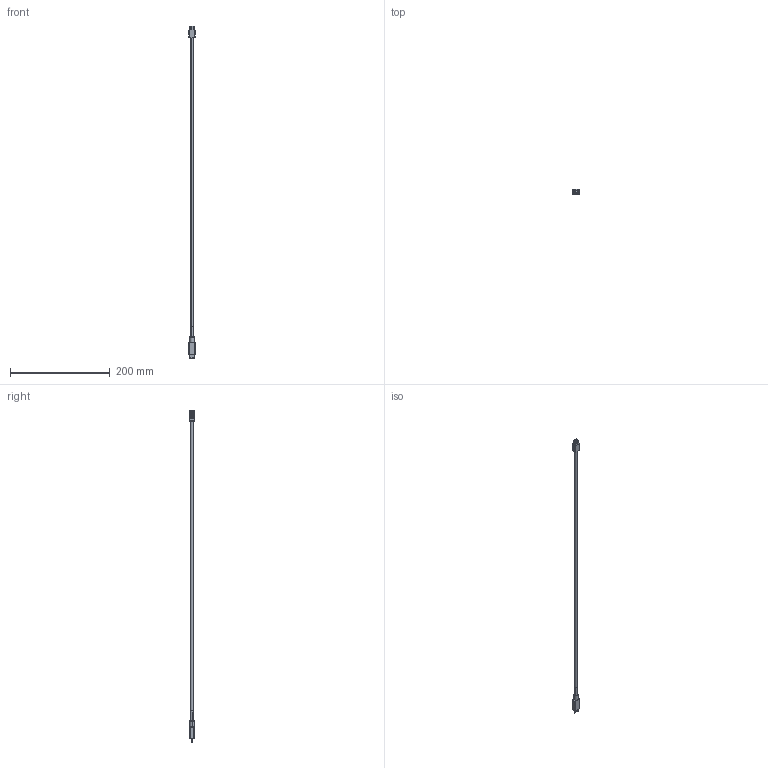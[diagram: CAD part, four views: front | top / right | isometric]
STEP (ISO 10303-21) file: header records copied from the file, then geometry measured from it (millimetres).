
FILE_DESCRIPTION (( 'STEP AP214' ), '1' );
FILE_NAME ('51425~0.STEP', '2020-04-06T07:29:54', ( '' ), ( '' ), 'SwSTEP 2.0', 'SolidWorks 2018', '' );
FILE_SCHEMA (( 'AUTOMOTIVE_DESIGN' ));
Length unit declared in the file: millimetre
Products named in the file (5): K_35093~0_S; 51425~0; K_30631~0_S; K_35127~0_S; K_31384~0
Assembly tree (5 placements, depth 2):
  51425~0
    K_35093~0_S  x2
    K_35127~0_S
    K_30631~0_S
    K_31384~0
Bounding box: 14 x 9.5 x 665.89 mm (x, y, z)
Volume: 23114.8 mm3; surface area: 16056.2 mm2
Topology: 5 solids, 5 shells, 399 faces, 1069 edges, 682 vertices
Faces by surface type: plane 300, cylinder 79, torus 12, bspline 4, sphere 4
Entity records: 11649 total; most frequent: CARTESIAN_POINT 2034, ORIENTED_EDGE 1772, DIRECTION 1664, EDGE_CURVE 886, LINE 716, VECTOR 716, VERTEX_POINT 570, AXIS2_PLACEMENT_3D 474
